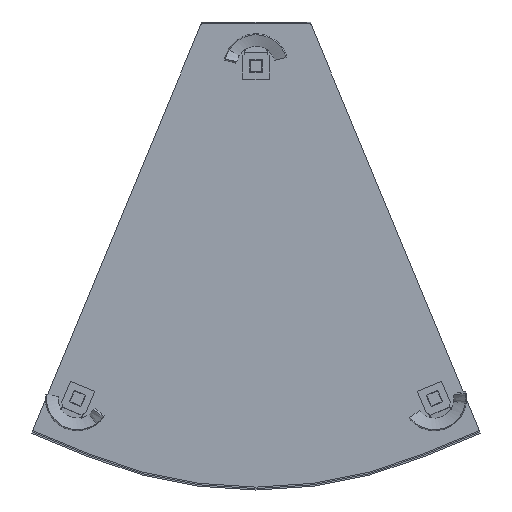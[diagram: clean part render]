
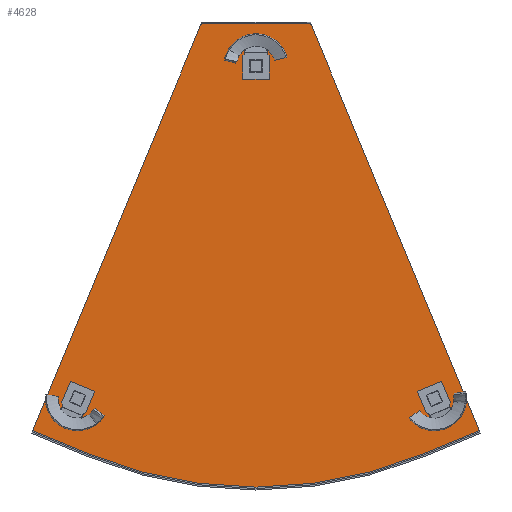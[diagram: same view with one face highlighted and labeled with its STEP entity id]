
A CAD part, front view. The second image highlights one B-rep face of the part: STEP entity #4628.
In plain terms, the highlighted planar face has unit normal (0, -1, 0).
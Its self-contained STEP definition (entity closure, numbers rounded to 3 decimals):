
#2 = CARTESIAN_POINT ( 'NONE',  ( 37.331, -1., -12.448 ) ) ;
#18 = CARTESIAN_POINT ( 'NONE',  ( 37.278, -1., -12.27 ) ) ;
#82 = CARTESIAN_POINT ( 'NONE',  ( 152.626, -1., -290.443 ) ) ;
#87 = DIRECTION ( 'NONE',  ( 0., -1., 0. ) ) ;
#190 = DIRECTION ( 'NONE',  ( 0., 0., 1. ) ) ;
#304 = VERTEX_POINT ( 'NONE', #4991 ) ;
#380 = B_SPLINE_CURVE_WITH_KNOTS ( 'NONE', 3,
 ( #2637, #5323, #482, #872, #2, #18 ),
 .UNSPECIFIED., .F., .F.,
 ( 4, 2, 4 ),
 ( 0.003, 0.003, 0.004 ),
 .UNSPECIFIED. ) ;
#399 = CIRCLE ( 'NONE', #5539, 8.25 ) ;
#482 = CARTESIAN_POINT ( 'NONE',  ( 37.56, -1., -12.953 ) ) ;
#490 = DIRECTION ( 'NONE',  ( 0.383, 0., 0.924 ) ) ;
#493 = VERTEX_POINT ( 'NONE', #2339 ) ;
#508 = CARTESIAN_POINT ( 'NONE',  ( 37.75, -1., -13.27 ) ) ;
#577 = EDGE_CURVE ( 'NONE', #2701, #3052, #1499, .T. ) ;
#632 = AXIS2_PLACEMENT_3D ( 'NONE', #887, #4520, #2836 ) ;
#691 = CARTESIAN_POINT ( 'NONE',  ( -37.331, -1., -12.448 ) ) ;
#726 = DIRECTION ( 'NONE',  ( 0., 0., 1. ) ) ;
#741 = AXIS2_PLACEMENT_3D ( 'NONE', #2731, #87, #917 ) ;
#803 = LINE ( 'NONE', #3467, #5012 ) ;
#824 = ORIENTED_EDGE ( 'NONE', *, *, #5759, .F. ) ;
#872 = CARTESIAN_POINT ( 'NONE',  ( 37.399, -1., -12.621 ) ) ;
#887 = CARTESIAN_POINT ( 'NONE',  ( 0., -1., -30.578 ) ) ;
#917 = DIRECTION ( 'NONE',  ( 0., 0., 1. ) ) ;
#983 = DIRECTION ( 'NONE',  ( 0., 0., 1. ) ) ;
#1095 = DIRECTION ( 'NONE',  ( 0., -1., 0. ) ) ;
#1100 = ORIENTED_EDGE ( 'NONE', *, *, #4238, .F. ) ;
#1117 = ORIENTED_EDGE ( 'NONE', *, *, #3781, .F. ) ;
#1136 = DIRECTION ( 'NONE',  ( 0.383, 0., -0.924 ) ) ;
#1141 = CARTESIAN_POINT ( 'NONE',  ( -37.655, -1., -13.112 ) ) ;
#1328 = DIRECTION ( 'NONE',  ( 0., 1., 0. ) ) ;
#1405 = EDGE_CURVE ( 'NONE', #493, #5740, #3650, .T. ) ;
#1443 = CARTESIAN_POINT ( 'NONE',  ( 121.898, -1., -260.289 ) ) ;
#1457 = CARTESIAN_POINT ( 'NONE',  ( 121.898, -1., -268.539 ) ) ;
#1466 = DIRECTION ( 'NONE',  ( 0., -1., 0. ) ) ;
#1499 = B_SPLINE_CURVE_WITH_KNOTS ( 'NONE', 3,
 ( #4267, #1141, #4735, #2919, #691, #1575 ),
 .UNSPECIFIED., .F., .F.,
 ( 4, 2, 4 ),
 ( 0.003, 0.003, 0.004 ),
 .UNSPECIFIED. ) ;
#1502 = CIRCLE ( 'NONE', #2522, 8.25 ) ;
#1565 = EDGE_CURVE ( 'NONE', #4323, #1889, #3241, .T. ) ;
#1575 = CARTESIAN_POINT ( 'NONE',  ( -37.278, -1., -12.27 ) ) ;
#1580 = CARTESIAN_POINT ( 'NONE',  ( -114.288, -1., -306.332 ) ) ;
#1642 = LINE ( 'NONE', #1806, #2492 ) ;
#1644 = VECTOR ( 'NONE', #1136, 1000. ) ;
#1704 = LINE ( 'NONE', #3099, #3939 ) ;
#1708 = DIRECTION ( 'NONE',  ( -0.924, 0., 0.383 ) ) ;
#1709 = CARTESIAN_POINT ( 'NONE',  ( -37.75, -1., -13.27 ) ) ;
#1711 = EDGE_CURVE ( 'NONE', #2603, #2986, #399, .T. ) ;
#1727 = ORIENTED_EDGE ( 'NONE', *, *, #1711, .F. ) ;
#1806 = CARTESIAN_POINT ( 'NONE',  ( -152.626, -1., -290.443 ) ) ;
#1818 = EDGE_CURVE ( 'NONE', #4540, #4921, #1502, .T. ) ;
#1852 = CARTESIAN_POINT ( 'NONE',  ( 121.898, -1., -268.539 ) ) ;
#1889 = VERTEX_POINT ( 'NONE', #1580 ) ;
#1956 = DIRECTION ( 'NONE',  ( 0., 0., 1. ) ) ;
#2030 = CARTESIAN_POINT ( 'NONE',  ( 114.288, -1., -306.332 ) ) ;
#2047 = FACE_BOUND ( 'NONE', #2897, .T. ) ;
#2123 = LINE ( 'NONE', #2405, #4664 ) ;
#2148 = EDGE_CURVE ( 'NONE', #2986, #2603, #3795, .T. ) ;
#2190 = CIRCLE ( 'NONE', #741, 8.25 ) ;
#2196 = PLANE ( 'NONE',  #5573 ) ;
#2245 = EDGE_LOOP ( 'NONE', ( #1727, #5239 ) ) ;
#2295 = VERTEX_POINT ( 'NONE', #508 ) ;
#2339 = CARTESIAN_POINT ( 'NONE',  ( 121.898, -1., -276.789 ) ) ;
#2383 = DIRECTION ( 'NONE',  ( 0., -1., 0. ) ) ;
#2405 = CARTESIAN_POINT ( 'NONE',  ( 152.626, -1., -290.443 ) ) ;
#2410 = ORIENTED_EDGE ( 'NONE', *, *, #577, .F. ) ;
#2462 = ORIENTED_EDGE ( 'NONE', *, *, #3876, .T. ) ;
#2481 = CARTESIAN_POINT ( 'NONE',  ( 0., -1., -41.3 ) ) ;
#2492 = VECTOR ( 'NONE', #490, 1000. ) ;
#2522 = AXIS2_PLACEMENT_3D ( 'NONE', #2481, #1095, #726 ) ;
#2585 = ORIENTED_EDGE ( 'NONE', *, *, #4876, .F. ) ;
#2603 = VERTEX_POINT ( 'NONE', #4727 ) ;
#2617 = ORIENTED_EDGE ( 'NONE', *, *, #1565, .F. ) ;
#2637 = CARTESIAN_POINT ( 'NONE',  ( 37.75, -1., -13.27 ) ) ;
#2701 = VERTEX_POINT ( 'NONE', #1709 ) ;
#2731 = CARTESIAN_POINT ( 'NONE',  ( 0., -1., -41.3 ) ) ;
#2836 = DIRECTION ( 'NONE',  ( 0., 0., 1. ) ) ;
#2837 = LINE ( 'NONE', #3331, #1644 ) ;
#2866 = ORIENTED_EDGE ( 'NONE', *, *, #1818, .F. ) ;
#2897 = EDGE_LOOP ( 'NONE', ( #2585, #2866 ) ) ;
#2903 = FACE_BOUND ( 'NONE', #3937, .T. ) ;
#2919 = CARTESIAN_POINT ( 'NONE',  ( -37.399, -1., -12.621 ) ) ;
#2986 = VERTEX_POINT ( 'NONE', #5325 ) ;
#3052 = VERTEX_POINT ( 'NONE', #5646 ) ;
#3059 = CARTESIAN_POINT ( 'NONE',  ( 0., -1., -49.55 ) ) ;
#3099 = CARTESIAN_POINT ( 'NONE',  ( 0., -1., -12.27 ) ) ;
#3132 = CARTESIAN_POINT ( 'NONE',  ( 0., -1., -33.05 ) ) ;
#3241 = CIRCLE ( 'NONE', #632, 298.5 ) ;
#3282 = DIRECTION ( 'NONE',  ( 0., -1., 0. ) ) ;
#3331 = CARTESIAN_POINT ( 'NONE',  ( 32.25, -1., 0. ) ) ;
#3348 = EDGE_LOOP ( 'NONE', ( #3547, #2462, #3962, #2410, #4269, #1117, #2617, #1100 ) ) ;
#3458 = EDGE_CURVE ( 'NONE', #3052, #304, #1704, .T. ) ;
#3467 = CARTESIAN_POINT ( 'NONE',  ( -114.288, -1., -306.332 ) ) ;
#3513 = FACE_OUTER_BOUND ( 'NONE', #3348, .T. ) ;
#3546 = EDGE_CURVE ( 'NONE', #4778, #2701, #1642, .T. ) ;
#3547 = ORIENTED_EDGE ( 'NONE', *, *, #4973, .F. ) ;
#3588 = AXIS2_PLACEMENT_3D ( 'NONE', #4077, #3670, #983 ) ;
#3650 = CIRCLE ( 'NONE', #4496, 8.25 ) ;
#3670 = DIRECTION ( 'NONE',  ( 0., -1., 0. ) ) ;
#3781 = EDGE_CURVE ( 'NONE', #1889, #4778, #803, .T. ) ;
#3795 = CIRCLE ( 'NONE', #3588, 8.25 ) ;
#3876 = EDGE_CURVE ( 'NONE', #2295, #304, #380, .T. ) ;
#3937 = EDGE_LOOP ( 'NONE', ( #824, #4528 ) ) ;
#3939 = VECTOR ( 'NONE', #4906, 1000. ) ;
#3962 = ORIENTED_EDGE ( 'NONE', *, *, #3458, .F. ) ;
#4075 = CIRCLE ( 'NONE', #5454, 8.25 ) ;
#4077 = CARTESIAN_POINT ( 'NONE',  ( -121.898, -1., -268.539 ) ) ;
#4106 = CARTESIAN_POINT ( 'NONE',  ( -121.898, -1., -268.539 ) ) ;
#4238 = EDGE_CURVE ( 'NONE', #4693, #4323, #2123, .T. ) ;
#4267 = CARTESIAN_POINT ( 'NONE',  ( -37.75, -1., -13.27 ) ) ;
#4269 = ORIENTED_EDGE ( 'NONE', *, *, #3546, .F. ) ;
#4270 = CARTESIAN_POINT ( 'NONE',  ( -152.626, -1., -290.443 ) ) ;
#4323 = VERTEX_POINT ( 'NONE', #2030 ) ;
#4463 = DIRECTION ( 'NONE',  ( 0., 0., 1. ) ) ;
#4496 = AXIS2_PLACEMENT_3D ( 'NONE', #1457, #2383, #5048 ) ;
#4520 = DIRECTION ( 'NONE',  ( 0., 1., 0. ) ) ;
#4528 = ORIENTED_EDGE ( 'NONE', *, *, #1405, .F. ) ;
#4540 = VERTEX_POINT ( 'NONE', #3059 ) ;
#4628 = ADVANCED_FACE ( 'NONE', ( #2047, #2903, #4732, #3513 ), #2196, .F. ) ;
#4664 = VECTOR ( 'NONE', #5087, 1000. ) ;
#4693 = VERTEX_POINT ( 'NONE', #82 ) ;
#4727 = CARTESIAN_POINT ( 'NONE',  ( -121.898, -1., -260.289 ) ) ;
#4732 = FACE_BOUND ( 'NONE', #2245, .T. ) ;
#4735 = CARTESIAN_POINT ( 'NONE',  ( -37.56, -1., -12.953 ) ) ;
#4778 = VERTEX_POINT ( 'NONE', #4270 ) ;
#4876 = EDGE_CURVE ( 'NONE', #4921, #4540, #2190, .T. ) ;
#4906 = DIRECTION ( 'NONE',  ( 1., 0., 0. ) ) ;
#4921 = VERTEX_POINT ( 'NONE', #3132 ) ;
#4973 = EDGE_CURVE ( 'NONE', #2295, #4693, #2837, .T. ) ;
#4991 = CARTESIAN_POINT ( 'NONE',  ( 37.278, -1., -12.27 ) ) ;
#5012 = VECTOR ( 'NONE', #1708, 1000. ) ;
#5048 = DIRECTION ( 'NONE',  ( 0., 0., 1. ) ) ;
#5087 = DIRECTION ( 'NONE',  ( -0.924, 0., -0.383 ) ) ;
#5239 = ORIENTED_EDGE ( 'NONE', *, *, #2148, .F. ) ;
#5323 = CARTESIAN_POINT ( 'NONE',  ( 37.655, -1., -13.112 ) ) ;
#5325 = CARTESIAN_POINT ( 'NONE',  ( -121.898, -1., -276.789 ) ) ;
#5328 = CARTESIAN_POINT ( 'NONE',  ( 0., -1., -30.578 ) ) ;
#5454 = AXIS2_PLACEMENT_3D ( 'NONE', #1852, #1466, #190 ) ;
#5539 = AXIS2_PLACEMENT_3D ( 'NONE', #4106, #3282, #1956 ) ;
#5573 = AXIS2_PLACEMENT_3D ( 'NONE', #5328, #1328, #4463 ) ;
#5646 = CARTESIAN_POINT ( 'NONE',  ( -37.278, -1., -12.27 ) ) ;
#5740 = VERTEX_POINT ( 'NONE', #1443 ) ;
#5759 = EDGE_CURVE ( 'NONE', #5740, #493, #4075, .T. ) ;
